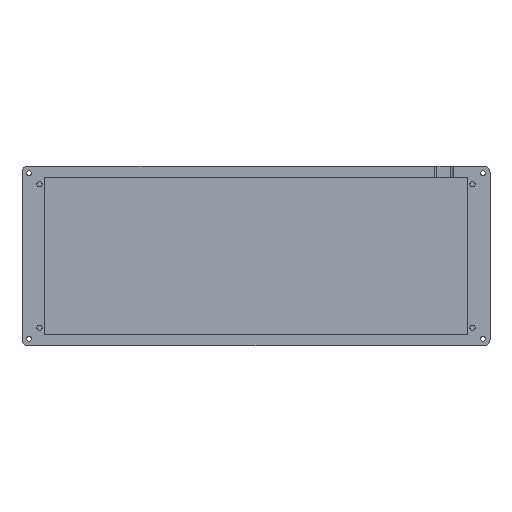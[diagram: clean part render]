
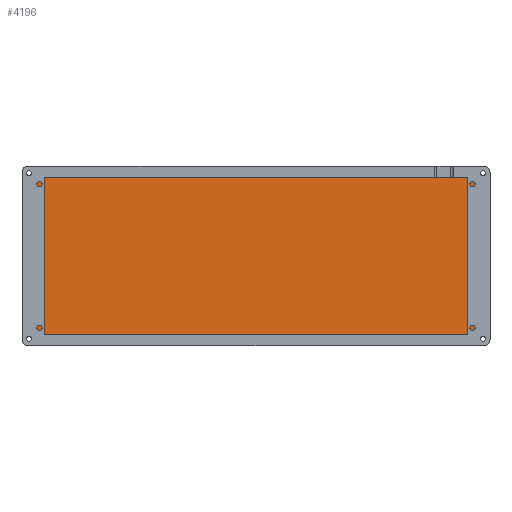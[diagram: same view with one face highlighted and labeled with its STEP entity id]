
A CAD part, top view. The second image highlights one B-rep face of the part: STEP entity #4196.
In plain terms, the highlighted planar face has unit normal (0, 0, 1).
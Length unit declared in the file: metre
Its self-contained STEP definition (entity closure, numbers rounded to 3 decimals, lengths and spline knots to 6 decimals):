
#272=PLANE('',#4532);
#453=LINE('',#6316,#798);
#463=LINE('',#6339,#808);
#473=LINE('',#6356,#818);
#474=LINE('',#6357,#819);
#798=VECTOR('',#5032,1.);
#808=VECTOR('',#5048,1.);
#818=VECTOR('',#5068,1.);
#819=VECTOR('',#5069,1.);
#1377=ORIENTED_EDGE('',*,*,#2622,.F.);
#1378=ORIENTED_EDGE('',*,*,#2644,.T.);
#1379=ORIENTED_EDGE('',*,*,#2634,.T.);
#1380=ORIENTED_EDGE('',*,*,#2645,.F.);
#2622=EDGE_CURVE('',#3257,#3258,#453,.T.);
#2634=EDGE_CURVE('',#3268,#3267,#463,.T.);
#2644=EDGE_CURVE('',#3257,#3268,#473,.T.);
#2645=EDGE_CURVE('',#3258,#3267,#474,.T.);
#3257=VERTEX_POINT('',#6315);
#3258=VERTEX_POINT('',#6317);
#3267=VERTEX_POINT('',#6338);
#3268=VERTEX_POINT('',#6340);
#3630=EDGE_LOOP('',(#1377,#1378,#1379,#1380));
#3887=FACE_BOUND('',#3630,.T.);
#4196=ADVANCED_FACE('',(#3887),#272,.T.);
#4532=AXIS2_PLACEMENT_3D('',#6355,#5066,#5067);
#5032=DIRECTION('',(-1.,0.,0.));
#5048=DIRECTION('',(-1.,0.,0.));
#5066=DIRECTION('',(0.,0.,1.));
#5067=DIRECTION('',(1.,0.,0.));
#5068=DIRECTION('',(0.,1.,0.));
#5069=DIRECTION('',(0.,1.,0.));
#6315=CARTESIAN_POINT('',(0.1915,-0.0675,0.006));
#6316=CARTESIAN_POINT('',(0.,-0.0675,0.006));
#6317=CARTESIAN_POINT('',(-0.1915,-0.0675,0.006));
#6338=CARTESIAN_POINT('',(-0.1915,0.0675,0.006));
#6339=CARTESIAN_POINT('',(0.,0.0675,0.006));
#6340=CARTESIAN_POINT('',(0.1915,0.0675,0.006));
#6355=CARTESIAN_POINT('',(0.,0.,0.006));
#6356=CARTESIAN_POINT('',(0.1915,0.,0.006));
#6357=CARTESIAN_POINT('',(-0.1915,0.,0.006));
